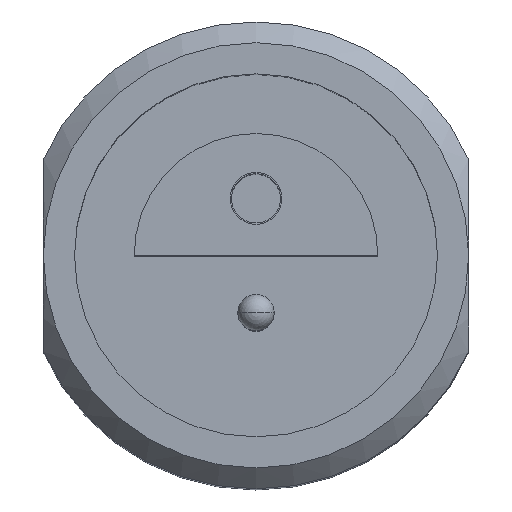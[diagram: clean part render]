
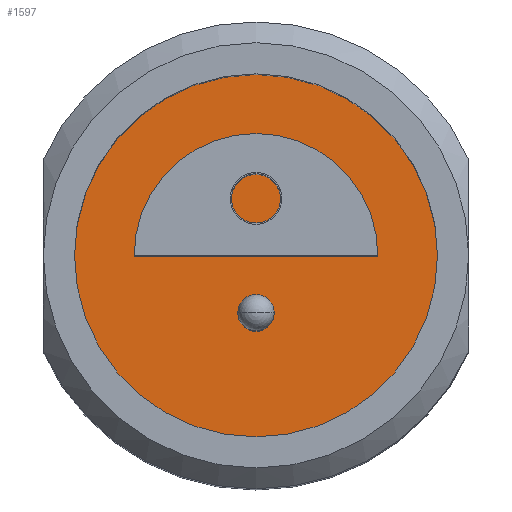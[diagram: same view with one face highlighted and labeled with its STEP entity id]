
A CAD part, top view. The second image highlights one B-rep face of the part: STEP entity #1597.
In plain terms, the highlighted planar face has unit normal (0, 0, 1).
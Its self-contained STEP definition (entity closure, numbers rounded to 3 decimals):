
#1083=CARTESIAN_POINT('',(3.5,0.,7.));
#1084=VERTEX_POINT('',#1083);
#1100=CARTESIAN_POINT('',(-3.5,0.,7.));
#1101=VERTEX_POINT('',#1100);
#1108=CARTESIAN_POINT('',(0.0,0.,7.));
#1109=DIRECTION('',(0.0,0.0,-1.0));
#1110=DIRECTION('',(1.0,0.0,0.0));
#1111=AXIS2_PLACEMENT_3D('',#1108,#1109,#1110);
#1112=CIRCLE('',#1111,3.5);
#1113=EDGE_CURVE('',#1101,#1084,#1112,.T.);
#1582=CARTESIAN_POINT('',(0.0,0.,7.));
#1583=DIRECTION('',(0.0,0.0,-1.0));
#1584=DIRECTION('',(1.0,0.0,0.0));
#1585=AXIS2_PLACEMENT_3D('',#1582,#1583,#1584);
#1586=PLANE('',#1585);
#1587=CARTESIAN_POINT('',(0.0,0.,7.));
#1588=DIRECTION('',(0.0,0.0,-1.0));
#1589=DIRECTION('',(1.0,0.0,0.0));
#1590=AXIS2_PLACEMENT_3D('',#1587,#1588,#1589);
#1591=CIRCLE('',#1590,3.5);
#1592=EDGE_CURVE('',#1084,#1101,#1591,.T.);
#1593=ORIENTED_EDGE('',*,*,#1592,.F.);
#1594=ORIENTED_EDGE('',*,*,#1113,.F.);
#1595=EDGE_LOOP('',(#1593,#1594));
#1596=FACE_OUTER_BOUND('',#1595,.T.);
#1597=ADVANCED_FACE('',(#1596),#1586,.F.);
